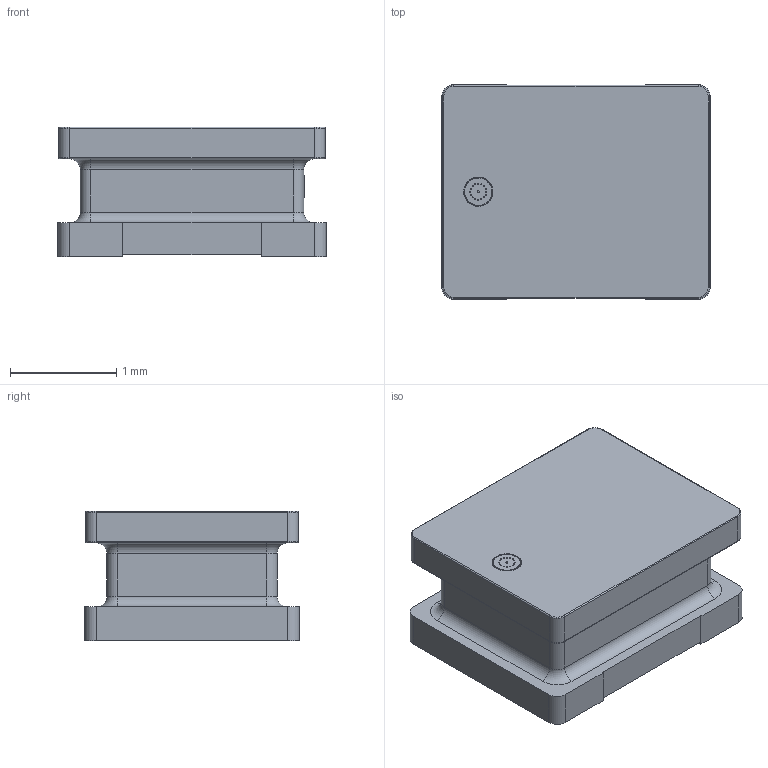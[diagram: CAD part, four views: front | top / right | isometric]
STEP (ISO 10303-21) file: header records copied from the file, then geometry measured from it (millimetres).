
FILE_DESCRIPTION (( 'STEP AP214' ), '1' );
FILE_NAME ('IND-SMD_L2.5-W2.0-1.step', '2022-07-08T23:51:33', ( '' ), ( '' ), 'SwSTEP 2.0', 'SolidWorks 2020', '' );
FILE_SCHEMA (( 'AUTOMOTIVE_DESIGN' ));
Length unit declared in the file: millimetre
Products named in the file (1): IND-SMD_L2.5-W2.0-1
Bounding box: 2.52 x 2.02 x 1.22 mm (x, y, z)
Volume: 5.1 mm3; surface area: 22.6 mm2
Topology: 1 solids, 1 shells, 522 faces, 1273 edges, 838 vertices
Faces by surface type: plane 252, cylinder 142, bspline 112, torus 16
Entity records: 20294 total; most frequent: CARTESIAN_POINT 4738, ORIENTED_EDGE 2546, DIRECTION 2167, EDGE_CURVE 1273, VERTEX_POINT 838, LINE 745, VECTOR 745, AXIS2_PLACEMENT_3D 711
